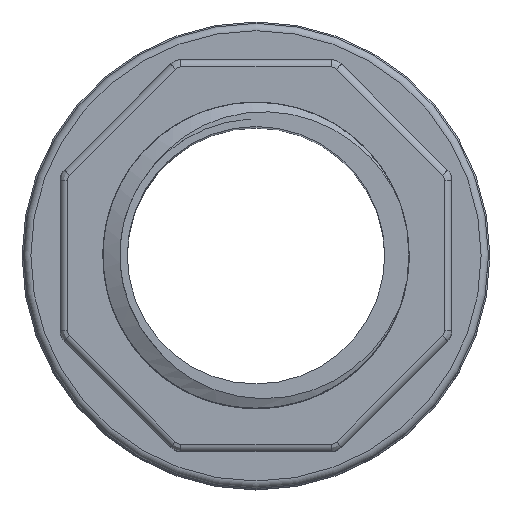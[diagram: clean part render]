
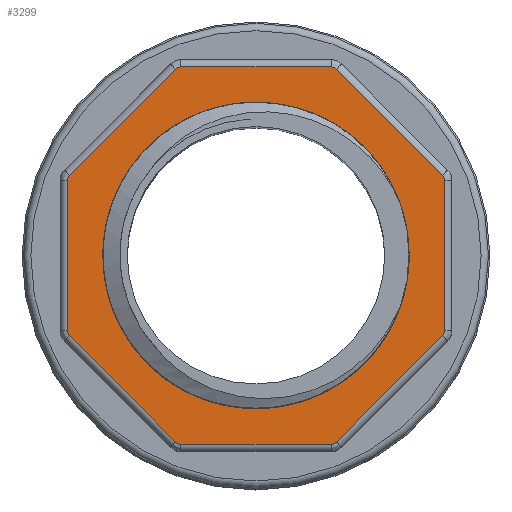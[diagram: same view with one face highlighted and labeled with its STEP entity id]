
A CAD part, top view. The second image highlights one B-rep face of the part: STEP entity #3299.
In plain terms, the highlighted planar face has unit normal (0, 0, 1).
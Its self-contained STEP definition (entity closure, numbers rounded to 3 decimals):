
#982=B_SPLINE_CURVE_WITH_KNOTS('',3,(#14279,#14280,#14281,#14282,#14283,
#14284,#14285,#14286,#14287,#14288),.UNSPECIFIED.,.F.,.F.,(4,2,2,2,4),(0.,
0.25,0.5,0.75,1.),.UNSPECIFIED.);
#983=B_SPLINE_CURVE_WITH_KNOTS('',3,(#14292,#14293,#14294,#14295,#14296,
#14297,#14298,#14299,#14300,#14301),.UNSPECIFIED.,.F.,.F.,(4,2,2,2,4),(0.,
0.25,0.5,0.75,1.),.UNSPECIFIED.);
#1878=LINE('',#14305,#2440);
#1879=LINE('',#14309,#2441);
#1880=LINE('',#14313,#2442);
#1881=LINE('',#14317,#2443);
#1882=LINE('',#14321,#2444);
#1883=LINE('',#14325,#2445);
#1884=LINE('',#14329,#2446);
#1885=LINE('',#14333,#2447);
#2440=VECTOR('',#11439,1.);
#2441=VECTOR('',#11442,1.);
#2442=VECTOR('',#11445,1.);
#2443=VECTOR('',#11448,1.);
#2444=VECTOR('',#11451,1.);
#2445=VECTOR('',#11454,1.);
#2446=VECTOR('',#11457,1.);
#2447=VECTOR('',#11460,1.);
#3299=ADVANCED_FACE('',(#4225,#4226),#3880,.F.);
#3880=PLANE('',#10874);
#4225=FACE_BOUND('',#4361,.T.);
#4226=FACE_BOUND('',#4362,.T.);
#4361=EDGE_LOOP('',(#5229,#5230,#5231,#5232));
#4362=EDGE_LOOP('',(#5233,#5234,#5235,#5236,#5237,#5238,#5239,#5240,#5241,
#5242,#5243,#5244,#5245,#5246,#5247,#5248));
#5229=ORIENTED_EDGE('',*,*,#9371,.T.);
#5230=ORIENTED_EDGE('',*,*,#9372,.T.);
#5231=ORIENTED_EDGE('',*,*,#9373,.F.);
#5232=ORIENTED_EDGE('',*,*,#9374,.T.);
#5233=ORIENTED_EDGE('',*,*,#9375,.F.);
#5234=ORIENTED_EDGE('',*,*,#9376,.T.);
#5235=ORIENTED_EDGE('',*,*,#9377,.F.);
#5236=ORIENTED_EDGE('',*,*,#9378,.T.);
#5237=ORIENTED_EDGE('',*,*,#9379,.F.);
#5238=ORIENTED_EDGE('',*,*,#9380,.T.);
#5239=ORIENTED_EDGE('',*,*,#9381,.F.);
#5240=ORIENTED_EDGE('',*,*,#9382,.T.);
#5241=ORIENTED_EDGE('',*,*,#9383,.F.);
#5242=ORIENTED_EDGE('',*,*,#9384,.T.);
#5243=ORIENTED_EDGE('',*,*,#9385,.F.);
#5244=ORIENTED_EDGE('',*,*,#9386,.T.);
#5245=ORIENTED_EDGE('',*,*,#9387,.F.);
#5246=ORIENTED_EDGE('',*,*,#9388,.T.);
#5247=ORIENTED_EDGE('',*,*,#9389,.F.);
#5248=ORIENTED_EDGE('',*,*,#9390,.T.);
#8321=VERTEX_POINT('',#14277);
#8322=VERTEX_POINT('',#14278);
#8323=VERTEX_POINT('',#14289);
#8324=VERTEX_POINT('',#14291);
#8325=VERTEX_POINT('',#14303);
#8326=VERTEX_POINT('',#14304);
#8327=VERTEX_POINT('',#14306);
#8328=VERTEX_POINT('',#14308);
#8329=VERTEX_POINT('',#14310);
#8330=VERTEX_POINT('',#14312);
#8331=VERTEX_POINT('',#14314);
#8332=VERTEX_POINT('',#14316);
#8333=VERTEX_POINT('',#14318);
#8334=VERTEX_POINT('',#14320);
#8335=VERTEX_POINT('',#14322);
#8336=VERTEX_POINT('',#14324);
#8337=VERTEX_POINT('',#14326);
#8338=VERTEX_POINT('',#14328);
#8339=VERTEX_POINT('',#14330);
#8340=VERTEX_POINT('',#14332);
#9371=EDGE_CURVE('',#8321,#8322,#10709,.T.);
#9372=EDGE_CURVE('',#8322,#8323,#982,.T.);
#9373=EDGE_CURVE('',#8324,#8323,#10710,.T.);
#9374=EDGE_CURVE('',#8324,#8321,#983,.T.);
#9375=EDGE_CURVE('',#8325,#8326,#10711,.T.);
#9376=EDGE_CURVE('',#8325,#8327,#1878,.T.);
#9377=EDGE_CURVE('',#8328,#8327,#10712,.T.);
#9378=EDGE_CURVE('',#8328,#8329,#1879,.T.);
#9379=EDGE_CURVE('',#8330,#8329,#10713,.T.);
#9380=EDGE_CURVE('',#8330,#8331,#1880,.T.);
#9381=EDGE_CURVE('',#8332,#8331,#10714,.T.);
#9382=EDGE_CURVE('',#8332,#8333,#1881,.T.);
#9383=EDGE_CURVE('',#8334,#8333,#10715,.T.);
#9384=EDGE_CURVE('',#8334,#8335,#1882,.T.);
#9385=EDGE_CURVE('',#8336,#8335,#10716,.T.);
#9386=EDGE_CURVE('',#8336,#8337,#1883,.T.);
#9387=EDGE_CURVE('',#8338,#8337,#10717,.T.);
#9388=EDGE_CURVE('',#8338,#8339,#1884,.T.);
#9389=EDGE_CURVE('',#8340,#8339,#10718,.T.);
#9390=EDGE_CURVE('',#8340,#8326,#1885,.T.);
#10709=CIRCLE('',#10864,10.478);
#10710=CIRCLE('',#10865,9.316);
#10711=CIRCLE('',#10866,0.5);
#10712=CIRCLE('',#10867,0.5);
#10713=CIRCLE('',#10868,0.5);
#10714=CIRCLE('',#10869,0.5);
#10715=CIRCLE('',#10870,0.5);
#10716=CIRCLE('',#10871,0.5);
#10717=CIRCLE('',#10872,0.5);
#10718=CIRCLE('',#10873,0.5);
#10864=AXIS2_PLACEMENT_3D('',#14276,#11433,#11434);
#10865=AXIS2_PLACEMENT_3D('',#14290,#11435,#11436);
#10866=AXIS2_PLACEMENT_3D('',#14302,#11437,#11438);
#10867=AXIS2_PLACEMENT_3D('',#14307,#11440,#11441);
#10868=AXIS2_PLACEMENT_3D('',#14311,#11443,#11444);
#10869=AXIS2_PLACEMENT_3D('',#14315,#11446,#11447);
#10870=AXIS2_PLACEMENT_3D('',#14319,#11449,#11450);
#10871=AXIS2_PLACEMENT_3D('',#14323,#11452,#11453);
#10872=AXIS2_PLACEMENT_3D('',#14327,#11455,#11456);
#10873=AXIS2_PLACEMENT_3D('',#14331,#11458,#11459);
#10874=AXIS2_PLACEMENT_3D('',#14334,#11461,#11462);
#11433=DIRECTION('',(0.,0.,-1.));
#11434=DIRECTION('',(1.,0.,0.));
#11435=DIRECTION('',(0.,0.,1.));
#11436=DIRECTION('',(1.,0.,0.));
#11437=DIRECTION('',(0.,0.,-1.));
#11438=DIRECTION('',(-1.,0.,0.));
#11439=DIRECTION('',(1.,0.,0.));
#11440=DIRECTION('',(0.,0.,-1.));
#11441=DIRECTION('',(-1.,0.,0.));
#11442=DIRECTION('',(0.707,0.707,0.));
#11443=DIRECTION('',(0.,0.,-1.));
#11444=DIRECTION('',(-1.,0.,0.));
#11445=DIRECTION('',(0.,1.,0.));
#11446=DIRECTION('',(0.,0.,-1.));
#11447=DIRECTION('',(-1.,0.,0.));
#11448=DIRECTION('',(-0.707,0.707,0.));
#11449=DIRECTION('',(0.,0.,-1.));
#11450=DIRECTION('',(-1.,0.,0.));
#11451=DIRECTION('',(-1.,0.,0.));
#11452=DIRECTION('',(0.,0.,-1.));
#11453=DIRECTION('',(-1.,0.,0.));
#11454=DIRECTION('',(-0.707,-0.707,0.));
#11455=DIRECTION('',(0.,0.,-1.));
#11456=DIRECTION('',(-1.,0.,0.));
#11457=DIRECTION('',(0.,-1.,0.));
#11458=DIRECTION('',(0.,0.,-1.));
#11459=DIRECTION('',(-1.,0.,0.));
#11460=DIRECTION('',(0.707,-0.707,0.));
#11461=DIRECTION('',(0.,0.,-1.));
#11462=DIRECTION('',(-1.,0.,0.));
#14276=CARTESIAN_POINT('',(0.,-474.506,31.7));
#14277=CARTESIAN_POINT('',(1.457,-484.882,31.7));
#14278=CARTESIAN_POINT('',(-5.43,-483.467,31.7));
#14279=CARTESIAN_POINT('',(-5.43,-483.467,31.7));
#14280=CARTESIAN_POINT('',(-6.869,-482.487,31.7));
#14281=CARTESIAN_POINT('',(-8.046,-481.153,31.7));
#14282=CARTESIAN_POINT('',(-9.609,-478.079,31.7));
#14283=CARTESIAN_POINT('',(-9.994,-476.328,31.7));
#14284=CARTESIAN_POINT('',(-9.832,-472.865,31.7));
#14285=CARTESIAN_POINT('',(-9.288,-471.165,31.7));
#14286=CARTESIAN_POINT('',(-7.402,-468.276,31.7));
#14287=CARTESIAN_POINT('',(-6.058,-467.086,31.7));
#14288=CARTESIAN_POINT('',(-4.479,-466.338,31.7));
#14289=CARTESIAN_POINT('',(-4.479,-466.338,31.7));
#14290=CARTESIAN_POINT('',(0.,-474.506,31.7));
#14291=CARTESIAN_POINT('',(7.337,-468.766,31.7));
#14292=CARTESIAN_POINT('',(7.337,-468.766,31.7));
#14293=CARTESIAN_POINT('',(8.491,-470.073,31.7));
#14294=CARTESIAN_POINT('',(9.254,-471.685,31.7));
#14295=CARTESIAN_POINT('',(9.853,-475.085,31.7));
#14296=CARTESIAN_POINT('',(9.68,-476.881,31.7));
#14297=CARTESIAN_POINT('',(8.469,-480.113,31.7));
#14298=CARTESIAN_POINT('',(7.436,-481.564,31.7));
#14299=CARTESIAN_POINT('',(4.775,-483.788,31.7));
#14300=CARTESIAN_POINT('',(3.168,-484.549,31.7));
#14301=CARTESIAN_POINT('',(1.457,-484.882,31.7));
#14302=CARTESIAN_POINT('',(-5.136,-486.906,31.7));
#14303=CARTESIAN_POINT('',(-5.136,-487.406,31.7));
#14304=CARTESIAN_POINT('',(-5.49,-487.26,31.7));
#14305=CARTESIAN_POINT('',(-9.475,-487.406,31.7));
#14306=CARTESIAN_POINT('',(5.136,-487.406,31.7));
#14307=CARTESIAN_POINT('',(5.136,-486.906,31.7));
#14308=CARTESIAN_POINT('',(5.49,-487.26,31.7));
#14309=CARTESIAN_POINT('',(9.122,-483.628,31.7));
#14310=CARTESIAN_POINT('',(12.754,-479.996,31.7));
#14311=CARTESIAN_POINT('',(12.4,-479.643,31.7));
#14312=CARTESIAN_POINT('',(12.9,-479.643,31.7));
#14313=CARTESIAN_POINT('',(12.9,-465.031,31.7));
#14314=CARTESIAN_POINT('',(12.9,-469.37,31.7));
#14315=CARTESIAN_POINT('',(12.4,-469.37,31.7));
#14316=CARTESIAN_POINT('',(12.754,-469.016,31.7));
#14317=CARTESIAN_POINT('',(-0.354,-455.909,31.7));
#14318=CARTESIAN_POINT('',(5.49,-461.753,31.7));
#14319=CARTESIAN_POINT('',(5.136,-462.106,31.7));
#14320=CARTESIAN_POINT('',(5.136,-461.606,31.7));
#14321=CARTESIAN_POINT('',(-9.475,-461.606,31.7));
#14322=CARTESIAN_POINT('',(-5.136,-461.606,31.7));
#14323=CARTESIAN_POINT('',(-5.136,-462.106,31.7));
#14324=CARTESIAN_POINT('',(-5.49,-461.753,31.7));
#14325=CARTESIAN_POINT('',(-9.122,-465.385,31.7));
#14326=CARTESIAN_POINT('',(-12.754,-469.016,31.7));
#14327=CARTESIAN_POINT('',(-12.4,-469.37,31.7));
#14328=CARTESIAN_POINT('',(-12.9,-469.37,31.7));
#14329=CARTESIAN_POINT('',(-12.9,-465.031,31.7));
#14330=CARTESIAN_POINT('',(-12.9,-479.643,31.7));
#14331=CARTESIAN_POINT('',(-12.4,-479.643,31.7));
#14332=CARTESIAN_POINT('',(-12.754,-479.996,31.7));
#14333=CARTESIAN_POINT('',(-18.597,-474.153,31.7));
#14334=CARTESIAN_POINT('',(-9.475,-465.031,31.7));
